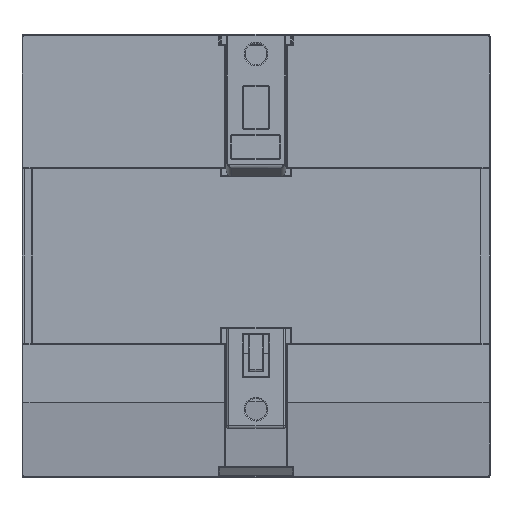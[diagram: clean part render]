
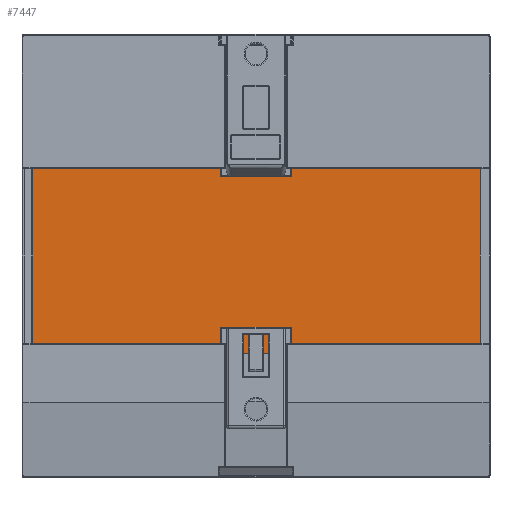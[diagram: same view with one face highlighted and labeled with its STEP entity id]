
A CAD part, front view. The second image highlights one B-rep face of the part: STEP entity #7447.
In plain terms, the highlighted planar face has unit normal (0, -1, 0).
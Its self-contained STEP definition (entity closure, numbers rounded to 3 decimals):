
#698 = CARTESIAN_POINT ( 'NONE',  ( 23.866, -5.885, 108.472 ) ) ;
#1217 = CARTESIAN_POINT ( 'NONE',  ( -29.084, -5.885, 70.972 ) ) ;
#1901 = ORIENTED_EDGE ( 'NONE', *, *, #29261, .F. ) ;
#1909 = CARTESIAN_POINT ( 'NONE',  ( -69.134, -5.885, 108.472 ) ) ;
#1973 = ORIENTED_EDGE ( 'NONE', *, *, #9290, .T. ) ;
#2213 = EDGE_LOOP ( 'NONE', ( #9047, #10753, #18615, #1973, #26138, #32135, #20663, #26172, #1901, #21902, #6176, #23623 ) ) ;
#2262 = DIRECTION ( 'NONE',  ( 1., 0., 0. ) ) ;
#2455 = EDGE_CURVE ( 'NONE', #34772, #13253, #8924, .T. ) ;
#2681 = CARTESIAN_POINT ( 'NONE',  ( -69.134, -5.885, 108.472 ) ) ;
#2960 = VERTEX_POINT ( 'NONE', #1217 ) ;
#3000 = VECTOR ( 'NONE', #26863, 1000. ) ;
#3548 = EDGE_CURVE ( 'NONE', #26869, #22974, #33239, .T. ) ;
#3770 = VERTEX_POINT ( 'NONE', #27576 ) ;
#4089 = VECTOR ( 'NONE', #18612, 1000. ) ;
#4277 = CARTESIAN_POINT ( 'NONE',  ( -66.934, -5.885, 72.972 ) ) ;
#4813 = CARTESIAN_POINT ( 'NONE',  ( -29.084, -5.885, 72.972 ) ) ;
#5389 = VERTEX_POINT ( 'NONE', #8944 ) ;
#6176 = ORIENTED_EDGE ( 'NONE', *, *, #17340, .T. ) ;
#6416 = LINE ( 'NONE', #17820, #24058 ) ;
#7447 = ADVANCED_FACE ( 'NONE', ( #11481 ), #36478, .T. ) ;
#8471 = VERTEX_POINT ( 'NONE', #30136 ) ;
#8894 = VECTOR ( 'NONE', #20180, 1000. ) ;
#8924 = LINE ( 'NONE', #17886, #12230 ) ;
#8944 = CARTESIAN_POINT ( 'NONE',  ( -29.084, -5.885, 108.472 ) ) ;
#9047 = ORIENTED_EDGE ( 'NONE', *, *, #33655, .F. ) ;
#9290 = EDGE_CURVE ( 'NONE', #26088, #11041, #21610, .T. ) ;
#9660 = CARTESIAN_POINT ( 'NONE',  ( -14.184, -5.885, 108.472 ) ) ;
#9696 = CARTESIAN_POINT ( 'NONE',  ( -29.084, -5.885, 110.472 ) ) ;
#10120 = CARTESIAN_POINT ( 'NONE',  ( -14.184, -5.885, 72.972 ) ) ;
#10505 = AXIS2_PLACEMENT_3D ( 'NONE', #2681, #25456, #30704 ) ;
#10753 = ORIENTED_EDGE ( 'NONE', *, *, #27037, .T. ) ;
#11041 = VERTEX_POINT ( 'NONE', #21469 ) ;
#11263 = VECTOR ( 'NONE', #13375, 1000. ) ;
#11481 = FACE_OUTER_BOUND ( 'NONE', #2213, .T. ) ;
#11783 = VECTOR ( 'NONE', #15091, 1000. ) ;
#12230 = VECTOR ( 'NONE', #20323, 1000. ) ;
#12233 = LINE ( 'NONE', #21017, #29564 ) ;
#12503 = LINE ( 'NONE', #4277, #3000 ) ;
#13253 = VERTEX_POINT ( 'NONE', #9696 ) ;
#13375 = DIRECTION ( 'NONE',  ( 1., 0., 0. ) ) ;
#13556 = CARTESIAN_POINT ( 'NONE',  ( -69.134, -5.885, 72.972 ) ) ;
#14829 = EDGE_CURVE ( 'NONE', #22974, #11041, #6416, .T. ) ;
#15005 = DIRECTION ( 'NONE',  ( 0., 0., -1. ) ) ;
#15091 = DIRECTION ( 'NONE',  ( 0., 0., 1. ) ) ;
#15210 = CARTESIAN_POINT ( 'NONE',  ( -14.184, -5.885, 45.722 ) ) ;
#15965 = LINE ( 'NONE', #30163, #4089 ) ;
#16088 = VERTEX_POINT ( 'NONE', #35285 ) ;
#17000 = LINE ( 'NONE', #28208, #8894 ) ;
#17340 = EDGE_CURVE ( 'NONE', #16088, #3770, #12503, .T. ) ;
#17601 = CARTESIAN_POINT ( 'NONE',  ( -29.084, -5.885, 45.722 ) ) ;
#17773 = VECTOR ( 'NONE', #36752, 1000. ) ;
#17820 = CARTESIAN_POINT ( 'NONE',  ( 23.866, -5.885, 108.472 ) ) ;
#17886 = CARTESIAN_POINT ( 'NONE',  ( -69.134, -5.885, 110.472 ) ) ;
#18612 = DIRECTION ( 'NONE',  ( 1., 0., 0. ) ) ;
#18615 = ORIENTED_EDGE ( 'NONE', *, *, #29793, .T. ) ;
#19755 = EDGE_CURVE ( 'NONE', #26869, #34772, #23869, .T. ) ;
#20072 = CARTESIAN_POINT ( 'NONE',  ( -14.184, -5.885, 110.472 ) ) ;
#20180 = DIRECTION ( 'NONE',  ( 0., 0., 1. ) ) ;
#20323 = DIRECTION ( 'NONE',  ( -1., 0., 0. ) ) ;
#20663 = ORIENTED_EDGE ( 'NONE', *, *, #19755, .T. ) ;
#21017 = CARTESIAN_POINT ( 'NONE',  ( -69.134, -5.885, 108.472 ) ) ;
#21469 = CARTESIAN_POINT ( 'NONE',  ( 23.866, -5.885, 72.972 ) ) ;
#21610 = LINE ( 'NONE', #13556, #11263 ) ;
#21902 = ORIENTED_EDGE ( 'NONE', *, *, #23419, .F. ) ;
#22944 = LINE ( 'NONE', #31344, #17773 ) ;
#22974 = VERTEX_POINT ( 'NONE', #698 ) ;
#23252 = DIRECTION ( 'NONE',  ( 1., 0., 0. ) ) ;
#23419 = EDGE_CURVE ( 'NONE', #16088, #5389, #12233, .T. ) ;
#23623 = ORIENTED_EDGE ( 'NONE', *, *, #26290, .T. ) ;
#23869 = LINE ( 'NONE', #35599, #11783 ) ;
#24058 = VECTOR ( 'NONE', #15005, 1000. ) ;
#25456 = DIRECTION ( 'NONE',  ( 0., -1., 0. ) ) ;
#26088 = VERTEX_POINT ( 'NONE', #10120 ) ;
#26138 = ORIENTED_EDGE ( 'NONE', *, *, #14829, .F. ) ;
#26172 = ORIENTED_EDGE ( 'NONE', *, *, #2455, .T. ) ;
#26290 = EDGE_CURVE ( 'NONE', #3770, #30639, #22944, .T. ) ;
#26837 = VECTOR ( 'NONE', #28984, 1000. ) ;
#26863 = DIRECTION ( 'NONE',  ( 0., 0., -1. ) ) ;
#26869 = VERTEX_POINT ( 'NONE', #9660 ) ;
#27037 = EDGE_CURVE ( 'NONE', #2960, #8471, #15965, .T. ) ;
#27576 = CARTESIAN_POINT ( 'NONE',  ( -66.934, -5.885, 72.972 ) ) ;
#28208 = CARTESIAN_POINT ( 'NONE',  ( -29.084, -5.885, 45.722 ) ) ;
#28984 = DIRECTION ( 'NONE',  ( 0., 0., 1. ) ) ;
#29261 = EDGE_CURVE ( 'NONE', #5389, #13253, #17000, .T. ) ;
#29564 = VECTOR ( 'NONE', #23252, 1000. ) ;
#29793 = EDGE_CURVE ( 'NONE', #8471, #26088, #36882, .T. ) ;
#30136 = CARTESIAN_POINT ( 'NONE',  ( -14.184, -5.885, 70.972 ) ) ;
#30163 = CARTESIAN_POINT ( 'NONE',  ( -69.134, -5.885, 70.972 ) ) ;
#30639 = VERTEX_POINT ( 'NONE', #4813 ) ;
#30704 = DIRECTION ( 'NONE',  ( 0., 0., -1. ) ) ;
#31227 = LINE ( 'NONE', #17601, #26837 ) ;
#31344 = CARTESIAN_POINT ( 'NONE',  ( -69.134, -5.885, 72.972 ) ) ;
#32135 = ORIENTED_EDGE ( 'NONE', *, *, #3548, .F. ) ;
#32214 = DIRECTION ( 'NONE',  ( 0., 0., 1. ) ) ;
#33239 = LINE ( 'NONE', #1909, #35162 ) ;
#33655 = EDGE_CURVE ( 'NONE', #2960, #30639, #31227, .T. ) ;
#34525 = VECTOR ( 'NONE', #32214, 1000. ) ;
#34772 = VERTEX_POINT ( 'NONE', #20072 ) ;
#35162 = VECTOR ( 'NONE', #2262, 1000. ) ;
#35285 = CARTESIAN_POINT ( 'NONE',  ( -66.934, -5.885, 108.472 ) ) ;
#35599 = CARTESIAN_POINT ( 'NONE',  ( -14.184, -5.885, 45.722 ) ) ;
#36478 = PLANE ( 'NONE',  #10505 ) ;
#36752 = DIRECTION ( 'NONE',  ( 1., 0., 0. ) ) ;
#36882 = LINE ( 'NONE', #15210, #34525 ) ;
